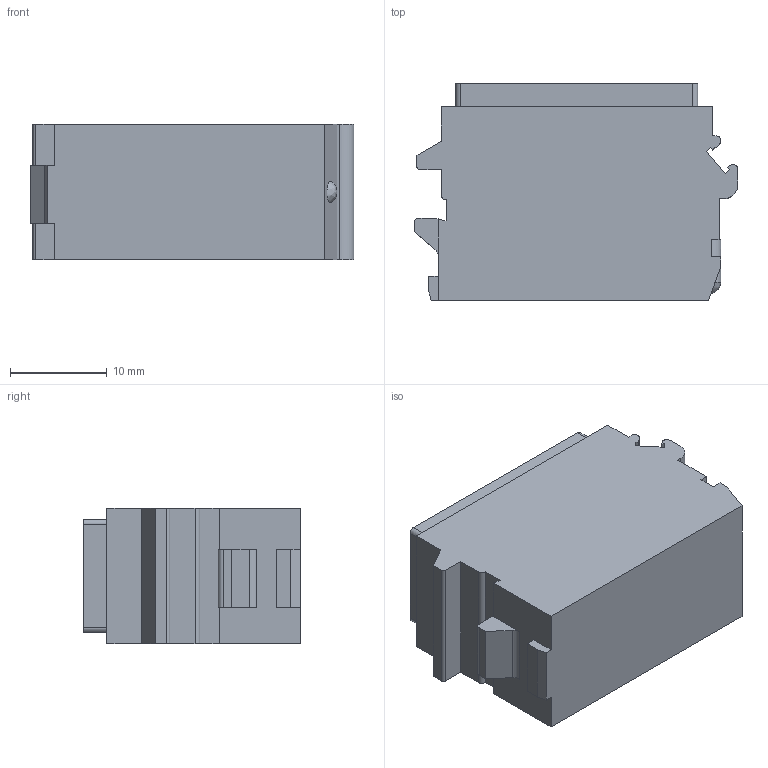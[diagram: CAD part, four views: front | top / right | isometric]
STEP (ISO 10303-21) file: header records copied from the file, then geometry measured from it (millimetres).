
FILE_DESCRIPTION((''),'2;1');
FILE_NAME('00176590102','2020-09-01T',('presta_be4'),(''),'CREO PARAMETRIC BY PTC INC, 2018360','CREO PARAMETRIC BY PTC INC, 2018360','');
FILE_SCHEMA(('CONFIG_CONTROL_DESIGN'));
Products named in the file (1): 00176590102
Bounding box: 33.45 x 22.42 x 14 mm (x, y, z)
Volume: 7690.5 mm3; surface area: 7635 mm2
Topology: 13 solids, 13 shells, 3178 faces, 8608 edges, 5502 vertices
Faces by surface type: plane 1876, cylinder 466, cone 432, torus 398, revolution 5, bspline 1
Entity records: 111618 total; most frequent: CARTESIAN_POINT 31958, ORIENTED_EDGE 17168, DIRECTION 16428, EDGE_CURVE 8584, AXIS2_PLACEMENT_3D 6216, VERTEX_POINT 5502, VECTOR 3991, LINE 3991
